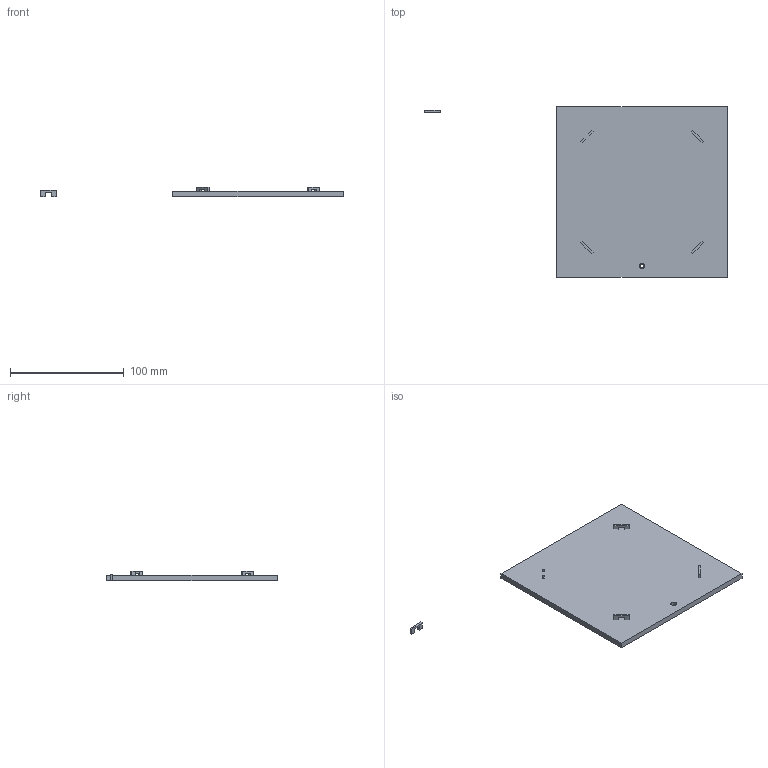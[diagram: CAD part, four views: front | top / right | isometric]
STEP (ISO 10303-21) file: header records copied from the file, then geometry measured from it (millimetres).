
FILE_DESCRIPTION(/* description */ (''),/* implementation_level */ '2;1');
FILE_NAME(/* name */ 'PCB Plate v2.step',/* time_stamp */ '2025-08-06T01:00:23-04:00',/* author */ (''),/* organization */ (''),/* preprocessor_version */ 'ST-DEVELOPER v20.1',/* originating_system */ 'Autodesk Translation Framework v14.10.0.0',/* authorisation */ '');
FILE_SCHEMA (('AUTOMOTIVE_DESIGN { 1 0 10303 214 3 1 1 }'));
Length unit declared in the file: millimetre
Products named in the file (1): PCB Plate
Bounding box: 266.28 x 150 x 8.8 mm (x, y, z)
Volume: 113011 mm3; surface area: 49183.4 mm2
Topology: 6 solids, 6 shells, 71 faces, 162 edges, 106 vertices
Faces by surface type: plane 69, cylinder 2
Full cylindrical faces by diameter (mm): 3 x1, 5 x1
Entity records: 1984 total; most frequent: CARTESIAN_POINT 340, ORIENTED_EDGE 324, DIRECTION 310, EDGE_CURVE 162, LINE 158, VECTOR 158, VERTEX_POINT 106, EDGE_LOOP 76
